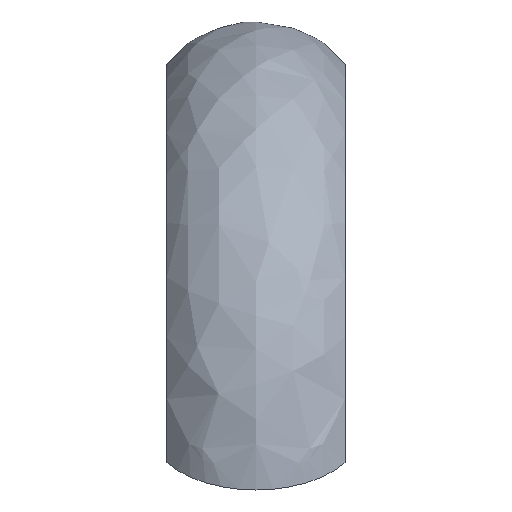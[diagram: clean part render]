
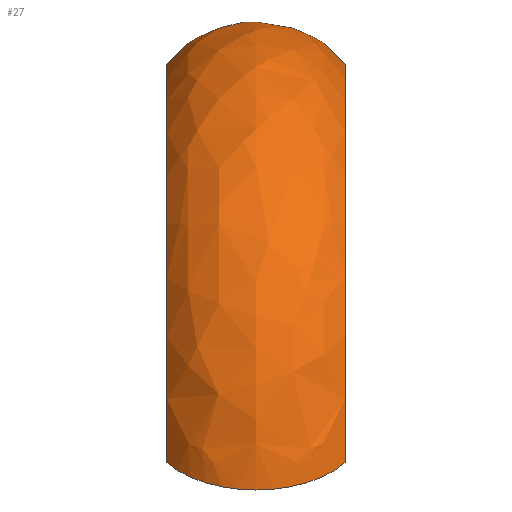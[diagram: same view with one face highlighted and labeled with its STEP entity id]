
A CAD part, top view. The second image highlights one B-rep face of the part: STEP entity #27.
In plain terms, the highlighted free-form (B-spline) face has degree [3, 3] with [4, 4] control points.
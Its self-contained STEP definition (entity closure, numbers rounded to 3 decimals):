
#3 = CARTESIAN_POINT ( 'NONE',  ( 0., -31.126, 234.572 ) ) ;
#15 =( BOUNDED_SURFACE ( )  B_SPLINE_SURFACE ( 3, 3, ( 
 ( #1909, #571, #400, #1162 ),
 ( #1448, #717, #1309, #1470 ),
 ( #1629, #1898, #299, #1584 ),
 ( #1026, #1035, #132, #887 ) ),
 .UNSPECIFIED., .F., .F., .F. ) 
 B_SPLINE_SURFACE_WITH_KNOTS ( ( 4, 4 ),
 ( 4, 4 ),
 ( 0., 1. ),
 ( 0., 1. ),
 .UNSPECIFIED. ) 
 GEOMETRIC_REPRESENTATION_ITEM ( )  RATIONAL_B_SPLINE_SURFACE ( (
 ( 1., 0.482, 0.482, 1.),
 ( 0.694, 0.335, 0.335, 0.694),
 ( 0.694, 0.335, 0.335, 0.694),
 ( 1., 0.482, 0.482, 1.) ) ) 
 REPRESENTATION_ITEM ( '' )  SURFACE ( )  );
#27 = ADVANCED_FACE ( 'NONE', ( #992 ), #15, .F. ) ;
#87 = CIRCLE ( 'NONE', #118, 116.907 ) ;
#118 = AXIS2_PLACEMENT_3D ( 'NONE', #1856, #1426, #418 ) ;
#132 = CARTESIAN_POINT ( 'NONE',  ( 27.5, 116.341, 258.088 ) ) ;
#136 = EDGE_CURVE ( 'NONE', #1408, #461, #87, .T. ) ;
#288 = CARTESIAN_POINT ( 'NONE',  ( 27.5, -41.074, 249.222 ) ) ;
#299 = CARTESIAN_POINT ( 'NONE',  ( 13.203, 128.641, 293.275 ) ) ;
#311 = CIRCLE ( 'NONE', #1608, 32.708 ) ;
#362 = VERTEX_POINT ( 'NONE', #1761 ) ;
#369 = VERTEX_POINT ( 'NONE', #288 ) ;
#400 = CARTESIAN_POINT ( 'NONE',  ( -27.5, 116.341, 258.088 ) ) ;
#418 = DIRECTION ( 'NONE',  ( 0., 0.484, -0.875 ) ) ;
#461 = VERTEX_POINT ( 'NONE', #801 ) ;
#473 = CARTESIAN_POINT ( 'NONE',  ( 27.5, -34.5, 132.5 ) ) ;
#490 = DIRECTION ( 'NONE',  ( -1., 0., 0. ) ) ;
#497 = DIRECTION ( 'NONE',  ( 0., -0.501, -0.865 ) ) ;
#571 = CARTESIAN_POINT ( 'NONE',  ( -27.5, 160.063, 106.607 ) ) ;
#624 = EDGE_CURVE ( 'NONE', #362, #369, #1538, .T. ) ;
#635 = CARTESIAN_POINT ( 'NONE',  ( -27.5, 22.135, 30.227 ) ) ;
#639 = EDGE_CURVE ( 'NONE', #1408, #362, #1107, .T. ) ;
#701 = ORIENTED_EDGE ( 'NONE', *, *, #639, .F. ) ;
#717 = CARTESIAN_POINT ( 'NONE',  ( -13.203, 194.28, 121.394 ) ) ;
#801 = CARTESIAN_POINT ( 'NONE',  ( -27.5, -41.074, 249.222 ) ) ;
#887 = CARTESIAN_POINT ( 'NONE',  ( 27.5, -41.074, 249.222 ) ) ;
#983 = EDGE_CURVE ( 'NONE', #461, #369, #311, .T. ) ;
#992 = FACE_OUTER_BOUND ( 'NONE', #1102, .T. ) ;
#1019 = DIRECTION ( 'NONE',  ( 0., 0.827, 0.562 ) ) ;
#1026 = CARTESIAN_POINT ( 'NONE',  ( 27.5, 22.135, 30.227 ) ) ;
#1035 = CARTESIAN_POINT ( 'NONE',  ( 27.5, 160.063, 106.607 ) ) ;
#1102 = EDGE_LOOP ( 'NONE', ( #1587, #701, #1606, #1513 ) ) ;
#1107 = CIRCLE ( 'NONE', #1367, 32.708 ) ;
#1162 = CARTESIAN_POINT ( 'NONE',  ( -27.5, -41.074, 249.222 ) ) ;
#1203 = DIRECTION ( 'NONE',  ( 1., 0., 0. ) ) ;
#1218 = CARTESIAN_POINT ( 'NONE',  ( 0., 6.81, 39.1 ) ) ;
#1309 = CARTESIAN_POINT ( 'NONE',  ( -13.203, 128.641, 293.275 ) ) ;
#1315 = DIRECTION ( 'NONE',  ( -1., 0., 0. ) ) ;
#1367 = AXIS2_PLACEMENT_3D ( 'NONE', #1218, #497, #490 ) ;
#1408 = VERTEX_POINT ( 'NONE', #635 ) ;
#1426 = DIRECTION ( 'NONE',  ( 1., 0., 0. ) ) ;
#1448 = CARTESIAN_POINT ( 'NONE',  ( -13.203, 41.349, 19.103 ) ) ;
#1470 = CARTESIAN_POINT ( 'NONE',  ( -13.203, -53.546, 267.59 ) ) ;
#1513 = ORIENTED_EDGE ( 'NONE', *, *, #983, .T. ) ;
#1538 = CIRCLE ( 'NONE', #1797, 116.907 ) ;
#1584 = CARTESIAN_POINT ( 'NONE',  ( 13.203, -53.546, 267.59 ) ) ;
#1587 = ORIENTED_EDGE ( 'NONE', *, *, #624, .F. ) ;
#1606 = ORIENTED_EDGE ( 'NONE', *, *, #136, .T. ) ;
#1608 = AXIS2_PLACEMENT_3D ( 'NONE', #3, #1019, #1315 ) ;
#1629 = CARTESIAN_POINT ( 'NONE',  ( 13.203, 41.349, 19.103 ) ) ;
#1761 = CARTESIAN_POINT ( 'NONE',  ( 27.5, 22.135, 30.227 ) ) ;
#1794 = DIRECTION ( 'NONE',  ( 0., 0.484, -0.875 ) ) ;
#1797 = AXIS2_PLACEMENT_3D ( 'NONE', #473, #1203, #1794 ) ;
#1856 = CARTESIAN_POINT ( 'NONE',  ( -27.5, -34.5, 132.5 ) ) ;
#1898 = CARTESIAN_POINT ( 'NONE',  ( 13.203, 194.28, 121.394 ) ) ;
#1909 = CARTESIAN_POINT ( 'NONE',  ( -27.5, 22.135, 30.227 ) ) ;
